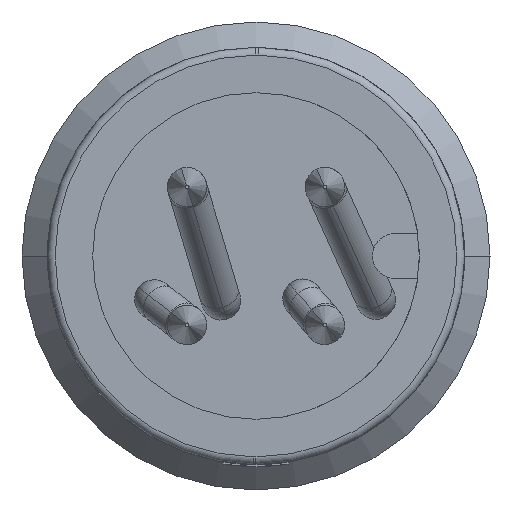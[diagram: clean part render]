
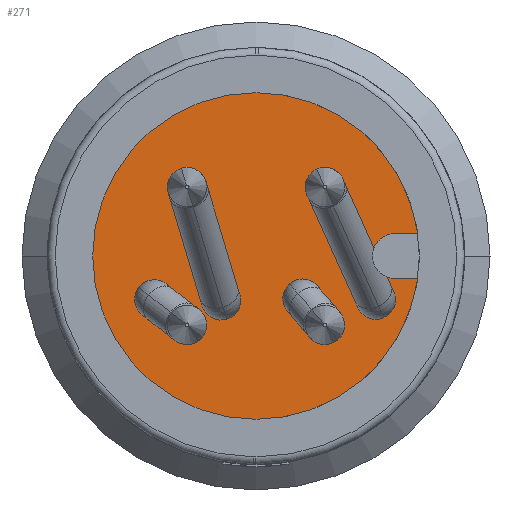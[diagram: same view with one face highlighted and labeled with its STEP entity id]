
A CAD part, left-side view. The second image highlights one B-rep face of the part: STEP entity #271.
In plain terms, the highlighted planar face has unit normal (-1, 0, 0).
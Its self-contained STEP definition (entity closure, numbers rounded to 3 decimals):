
#271=ADVANCED_FACE('',(#735),#736,.F.);
#735=FACE_OUTER_BOUND('',#1298,.T.);
#736=PLANE('',#1299);
#1298=EDGE_LOOP('',(#2792,#2793));
#1299=AXIS2_PLACEMENT_3D('',#2794,#2795,#2796);
#2792=ORIENTED_EDGE('',*,*,#3902,.F.);
#2793=ORIENTED_EDGE('',*,*,#3900,.T.);
#2794=CARTESIAN_POINT('',(-0.1,0.0,0.0));
#2795=DIRECTION('',(1.0,0.0,-0.0));
#2796=DIRECTION('',(0.0,0.0,1.0));
#3900=EDGE_CURVE('',#4737,#4735,#4738,.T.);
#3902=EDGE_CURVE('',#4737,#4735,#4740,.T.);
#4735=VERTEX_POINT('',#5925);
#4737=VERTEX_POINT('',#5928);
#4738=CIRCLE('',#5929,4.45);
#4740=CIRCLE('',#5932,4.45);
#5925=CARTESIAN_POINT('',(-0.1,0.0,4.45));
#5928=CARTESIAN_POINT('',(-0.1,0.0,-4.45));
#5929=AXIS2_PLACEMENT_3D('',#7582,#7583,#7584);
#5932=AXIS2_PLACEMENT_3D('',#7586,#7587,#7588);
#7582=CARTESIAN_POINT('',(-0.1,0.0,0.0));
#7583=DIRECTION('',(-1.0,0.0,0.0));
#7584=DIRECTION('',(0.0,0.0,-1.0));
#7586=CARTESIAN_POINT('',(-0.1,0.0,0.0));
#7587=DIRECTION('',(1.0,0.0,0.0));
#7588=DIRECTION('',(0.0,0.0,-1.0));
